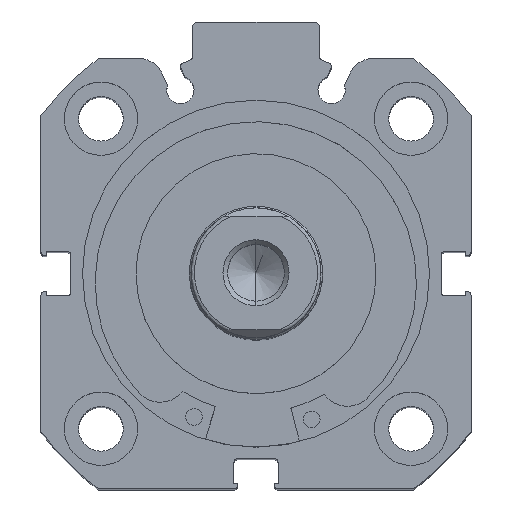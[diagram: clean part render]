
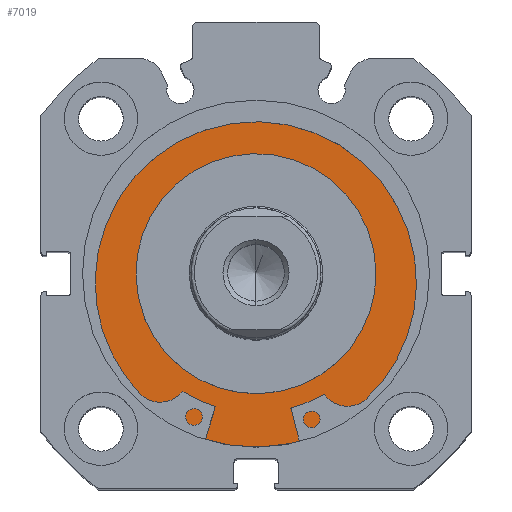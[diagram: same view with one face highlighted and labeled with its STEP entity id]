
A CAD part, top view. The second image highlights one B-rep face of the part: STEP entity #7019.
In plain terms, the highlighted face is planar.
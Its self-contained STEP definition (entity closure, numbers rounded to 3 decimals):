
#970 = EDGE_CURVE ( 'NONE', #2033, #2028, #3472, .T. ) ;
#975 = EDGE_CURVE ( 'NONE', #2015, #2016, #3479, .T. ) ;
#983 = EDGE_CURVE ( 'NONE', #2016, #2015, #3487, .T. ) ;
#984 = EDGE_CURVE ( 'NONE', #2028, #2033, #3489, .T. ) ;
#1329 = AXIS2_PLACEMENT_3D ( 'NONE', #3583, #3584, #3585 ) ;
#1333 = AXIS2_PLACEMENT_3D ( 'NONE', #3593, #3594, #3595 ) ;
#1337 = AXIS2_PLACEMENT_3D ( 'NONE', #3610, #3617, #3618 ) ;
#1338 = AXIS2_PLACEMENT_3D ( 'NONE', #3613, #3620, #3621 ) ;
#2015 = VERTEX_POINT ( 'NONE', #4507 ) ;
#2016 = VERTEX_POINT ( 'NONE', #4499 ) ;
#2028 = VERTEX_POINT ( 'NONE', #4513 ) ;
#2033 = VERTEX_POINT ( 'NONE', #4515 ) ;
#2594 = EDGE_LOOP ( 'NONE', ( #2957, #2825 ) ) ;
#2596 = EDGE_LOOP ( 'NONE', ( #2821, #2828 ) ) ;
#2821 = ORIENTED_EDGE ( 'NONE', *, *, #975, .F. ) ;
#2825 = ORIENTED_EDGE ( 'NONE', *, *, #984, .T. ) ;
#2828 = ORIENTED_EDGE ( 'NONE', *, *, #983, .F. ) ;
#2957 = ORIENTED_EDGE ( 'NONE', *, *, #970, .T. ) ;
#3472 = CIRCLE ( 'NONE', #1329, 26. ) ;
#3479 = CIRCLE ( 'NONE', #1333, 18. ) ;
#3487 = CIRCLE ( 'NONE', #1337, 18. ) ;
#3489 = CIRCLE ( 'NONE', #1338, 26. ) ;
#3583 = CARTESIAN_POINT ( 'NONE',  ( 3.5, 0., 0. ) ) ;
#3584 = DIRECTION ( 'NONE',  ( -1., 0., 0. ) ) ;
#3585 = DIRECTION ( 'NONE',  ( 0., 0., 1. ) ) ;
#3593 = CARTESIAN_POINT ( 'NONE',  ( 3.5, 0., 0. ) ) ;
#3594 = DIRECTION ( 'NONE',  ( -1., 0., 0. ) ) ;
#3595 = DIRECTION ( 'NONE',  ( 0., 0., 1. ) ) ;
#3610 = CARTESIAN_POINT ( 'NONE',  ( 3.5, 0., 0. ) ) ;
#3613 = CARTESIAN_POINT ( 'NONE',  ( 3.5, 0., 0. ) ) ;
#3617 = DIRECTION ( 'NONE',  ( -1., 0., 0. ) ) ;
#3618 = DIRECTION ( 'NONE',  ( 0., 0., 1. ) ) ;
#3620 = DIRECTION ( 'NONE',  ( -1., 0., 0. ) ) ;
#3621 = DIRECTION ( 'NONE',  ( 0., 0., 1. ) ) ;
#4499 = CARTESIAN_POINT ( 'NONE',  ( 3.5, 0., -18. ) ) ;
#4507 = CARTESIAN_POINT ( 'NONE',  ( 3.5, 0., 18. ) ) ;
#4513 = CARTESIAN_POINT ( 'NONE',  ( 3.5, 0., -26. ) ) ;
#4515 = CARTESIAN_POINT ( 'NONE',  ( 3.5, 0., 26. ) ) ;
#5314 = FACE_BOUND ( 'NONE', #2596, .T. ) ;
#5325 = FACE_OUTER_BOUND ( 'NONE', #2594, .T. ) ;
#5738 = AXIS2_PLACEMENT_3D ( 'NONE', #6165, #6167, #6168 ) ;
#6165 = CARTESIAN_POINT ( 'NONE',  ( 3.5, 26., 0. ) ) ;
#6166 = PLANE ( 'NONE',  #5738 ) ;
#6167 = DIRECTION ( 'NONE',  ( 1., 0., 0. ) ) ;
#6168 = DIRECTION ( 'NONE',  ( 0., 0., -1. ) ) ;
#7019 = ADVANCED_FACE ( 'NONE', ( #5314, #5325 ), #6166, .F. ) ;
